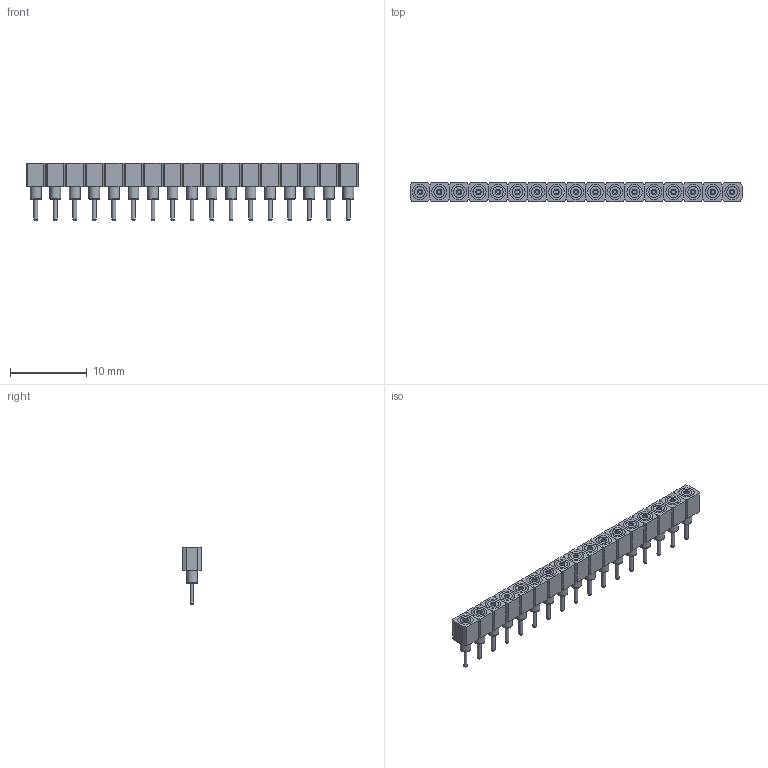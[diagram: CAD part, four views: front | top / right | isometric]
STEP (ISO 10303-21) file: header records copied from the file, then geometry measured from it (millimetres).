
FILE_DESCRIPTION(('FreeCAD Model'),'2;1');
FILE_NAME('Precision_Socket_Strip_Straight_L3.0_P2.5_01x17.step','2019-08-27T02:08:27',('Author'),(''), 'Open CASCADE STEP processor 6.8','FreeCAD','Unknown');
FILE_SCHEMA(('AUTOMOTIVE_DESIGN { 1 0 10303 214 1 1 1 1 }'));
Length unit declared in the file: millimetre
Products named in the file (1): Precision_Socket_Strip_Straight_L3.0_P2.5_01x17
Bounding box: 43.18 x 2.54 x 7.43 mm (x, y, z)
Volume: 356.6 mm3; surface area: 861.7 mm2
Topology: 1 solids, 1 shells, 325 faces, 633 edges, 395 vertices
Faces by surface type: plane 223, cylinder 51, torus 34, revolution 17
Full cylindrical faces by diameter (mm): 0.5 x34, 1.4 x17
Entity records: 10644 total; most frequent: DIRECTION 1506, CARTESIAN_POINT 1473, ORIENTED_EDGE 1266, EDGE_CURVE 633, AXIS2_PLACEMENT_3D 547, FACE_BOUND 410, EDGE_LOOP 410, VERTEX_POINT 395
